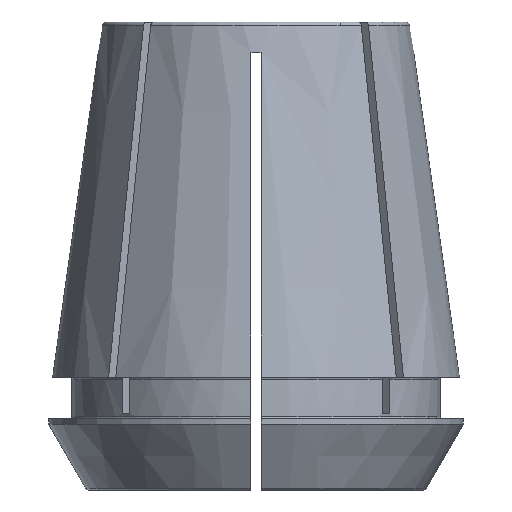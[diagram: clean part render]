
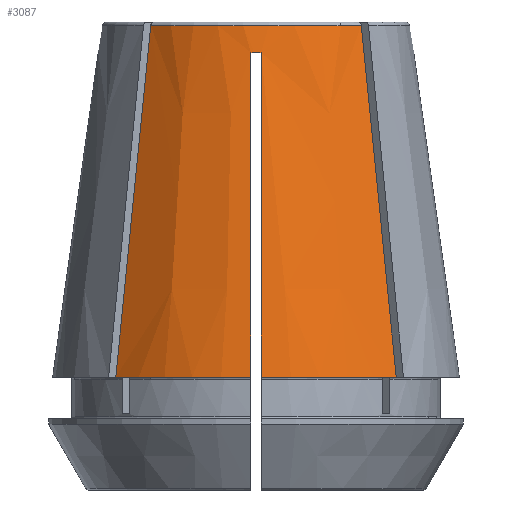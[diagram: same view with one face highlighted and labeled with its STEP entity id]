
A CAD part, front view. The second image highlights one B-rep face of the part: STEP entity #3087.
In plain terms, the highlighted conical face has half-angle 8 degrees and reference radius 15.095 mm.
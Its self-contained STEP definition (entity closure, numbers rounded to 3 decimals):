
#20=CONICAL_SURFACE('',#3276,15.095,0.14);
#576=CIRCLE('',#3277,20.);
#577=CIRCLE('',#3278,15.144);
#578=CIRCLE('',#3279,20.);
#579=CIRCLE('',#3280,15.517);
#768=ORIENTED_EDGE('',*,*,#1776,.T.);
#769=ORIENTED_EDGE('',*,*,#1777,.T.);
#770=ORIENTED_EDGE('',*,*,#1778,.F.);
#771=ORIENTED_EDGE('',*,*,#1779,.T.);
#772=ORIENTED_EDGE('',*,*,#1780,.T.);
#773=ORIENTED_EDGE('',*,*,#1781,.F.);
#774=ORIENTED_EDGE('',*,*,#1782,.F.);
#775=ORIENTED_EDGE('',*,*,#1783,.T.);
#1776=EDGE_CURVE('',#2280,#2281,#576,.T.);
#1777=EDGE_CURVE('',#2281,#2282,#2602,.T.);
#1778=EDGE_CURVE('',#2283,#2282,#577,.T.);
#1779=EDGE_CURVE('',#2283,#2284,#2603,.T.);
#1780=EDGE_CURVE('',#2284,#2285,#578,.T.);
#1781=EDGE_CURVE('',#2286,#2285,#2604,.T.);
#1782=EDGE_CURVE('',#2287,#2286,#579,.T.);
#1783=EDGE_CURVE('',#2287,#2280,#2605,.T.);
#2280=VERTEX_POINT('',#4575);
#2281=VERTEX_POINT('',#4576);
#2282=VERTEX_POINT('',#4581);
#2283=VERTEX_POINT('',#4583);
#2284=VERTEX_POINT('',#4591);
#2285=VERTEX_POINT('',#4593);
#2286=VERTEX_POINT('',#4604);
#2287=VERTEX_POINT('',#4606);
#2602=B_SPLINE_CURVE_WITH_KNOTS('',3,(#4577,#4578,#4579,#4580),
 .UNSPECIFIED.,.F.,.F.,(4,4),(0.,0.035),
 .UNSPECIFIED.);
#2603=B_SPLINE_CURVE_WITH_KNOTS('',3,(#4584,#4585,#4586,#4587,#4588,#4589,
#4590),.UNSPECIFIED.,.F.,.F.,(4,3,4),(0.,0.027,
0.035),.UNSPECIFIED.);
#2604=B_SPLINE_CURVE_WITH_KNOTS('',3,(#4594,#4595,#4596,#4597,#4598,#4599,
#4600,#4601,#4602,#4603),.UNSPECIFIED.,.F.,.F.,(4,3,3,4),(0.024,
0.028,0.056,0.056),.UNSPECIFIED.);
#2605=B_SPLINE_CURVE_WITH_KNOTS('',3,(#4607,#4608,#4609,#4610,#4611,#4612,
#4613,#4614,#4615,#4616),.UNSPECIFIED.,.F.,.F.,(4,3,3,4),(0.024,
0.028,0.056,0.056),.UNSPECIFIED.);
#2715=EDGE_LOOP('',(#768,#769,#770,#771,#772,#773,#774,#775));
#2883=FACE_BOUND('',#2715,.T.);
#3087=ADVANCED_FACE('',(#2883),#20,.T.);
#3276=AXIS2_PLACEMENT_3D('',#4573,#3647,#3648);
#3277=AXIS2_PLACEMENT_3D('',#4574,#3649,#3650);
#3278=AXIS2_PLACEMENT_3D('',#4582,#3651,#3652);
#3279=AXIS2_PLACEMENT_3D('',#4592,#3653,#3654);
#3280=AXIS2_PLACEMENT_3D('',#4605,#3655,#3656);
#3647=DIRECTION('',(0.,0.,-1.));
#3648=DIRECTION('',(-1.,0.,0.));
#3649=DIRECTION('',(0.,0.,1.));
#3650=DIRECTION('',(1.,0.,0.));
#3651=DIRECTION('',(0.,0.,1.));
#3652=DIRECTION('',(1.,0.,0.));
#3653=DIRECTION('',(0.,0.,1.));
#3654=DIRECTION('',(1.,0.,0.));
#3655=DIRECTION('',(0.,0.,-1.));
#3656=DIRECTION('',(-1.,0.,0.));
#4573=CARTESIAN_POINT('',(0.,0.,39.));
#4574=CARTESIAN_POINT('',(0.,0.,4.1));
#4575=CARTESIAN_POINT('',(0.5,-19.994,4.1));
#4576=CARTESIAN_POINT('',(13.784,-14.491,4.1));
#4577=CARTESIAN_POINT('',(13.784,-14.491,4.1));
#4578=CARTESIAN_POINT('',(12.639,-13.346,15.619));
#4579=CARTESIAN_POINT('',(11.494,-12.201,27.137));
#4580=CARTESIAN_POINT('',(10.349,-11.056,38.656));
#4581=CARTESIAN_POINT('',(10.349,-11.056,38.656));
#4582=CARTESIAN_POINT('',(0.,0.,38.656));
#4583=CARTESIAN_POINT('',(-10.349,-11.056,38.656));
#4584=CARTESIAN_POINT('',(-10.349,-11.056,38.656));
#4585=CARTESIAN_POINT('',(-11.221,-11.928,29.88));
#4586=CARTESIAN_POINT('',(-12.094,-12.801,21.104));
#4587=CARTESIAN_POINT('',(-12.966,-13.673,12.328));
#4588=CARTESIAN_POINT('',(-13.239,-13.946,9.585));
#4589=CARTESIAN_POINT('',(-13.512,-14.219,6.843));
#4590=CARTESIAN_POINT('',(-13.784,-14.491,4.1));
#4591=CARTESIAN_POINT('',(-13.784,-14.491,4.1));
#4592=CARTESIAN_POINT('',(0.,0.,4.1));
#4593=CARTESIAN_POINT('',(-0.5,-19.994,4.1));
#4594=CARTESIAN_POINT('',(-0.5,-15.509,36.));
#4595=CARTESIAN_POINT('',(-0.5,-15.694,34.684));
#4596=CARTESIAN_POINT('',(-0.5,-15.879,33.369));
#4597=CARTESIAN_POINT('',(-0.5,-16.064,32.053));
#4598=CARTESIAN_POINT('',(-0.5,-17.373,22.739));
#4599=CARTESIAN_POINT('',(-0.5,-18.683,13.425));
#4600=CARTESIAN_POINT('',(-0.5,-19.992,4.112));
#4601=CARTESIAN_POINT('',(-0.5,-19.993,4.108));
#4602=CARTESIAN_POINT('',(-0.5,-19.993,4.104));
#4603=CARTESIAN_POINT('',(-0.5,-19.994,4.1));
#4604=CARTESIAN_POINT('',(-0.5,-15.509,36.));
#4605=CARTESIAN_POINT('',(0.,0.,36.));
#4606=CARTESIAN_POINT('',(0.5,-15.509,36.));
#4607=CARTESIAN_POINT('',(0.5,-15.509,36.));
#4608=CARTESIAN_POINT('',(0.5,-15.694,34.684));
#4609=CARTESIAN_POINT('',(0.5,-15.879,33.369));
#4610=CARTESIAN_POINT('',(0.5,-16.064,32.053));
#4611=CARTESIAN_POINT('',(0.5,-17.373,22.739));
#4612=CARTESIAN_POINT('',(0.5,-18.683,13.425));
#4613=CARTESIAN_POINT('',(0.5,-19.992,4.112));
#4614=CARTESIAN_POINT('',(0.5,-19.993,4.108));
#4615=CARTESIAN_POINT('',(0.5,-19.993,4.104));
#4616=CARTESIAN_POINT('',(0.5,-19.994,4.1));
